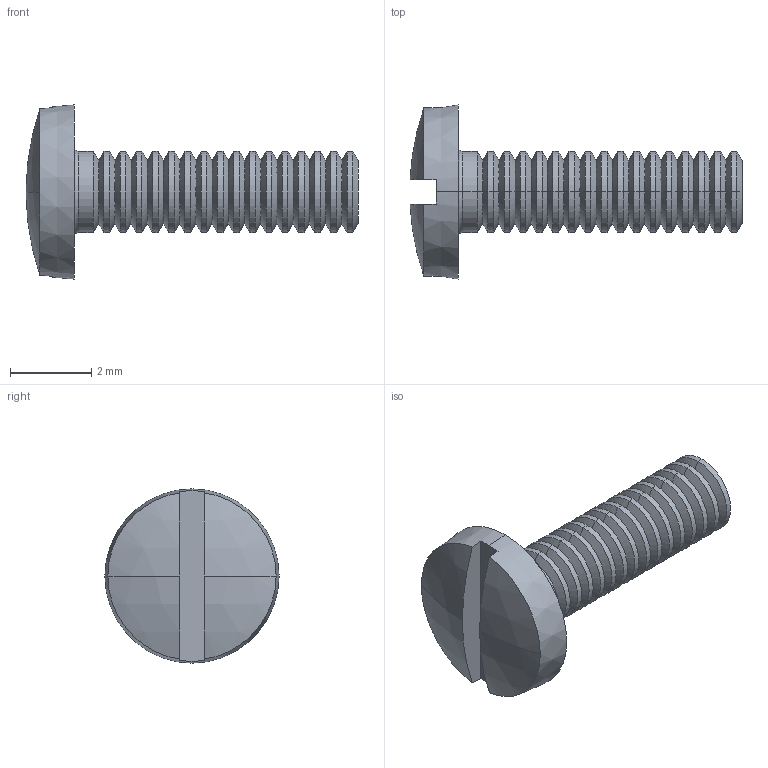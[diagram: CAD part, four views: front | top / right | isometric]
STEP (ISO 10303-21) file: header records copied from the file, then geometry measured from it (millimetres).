
FILE_DESCRIPTION (( 'STEP AP214' ), '1' );
FILE_NAME ('Screw M2 x 7.STEP', '2025-07-06T08:34:24', ( '' ), ( '' ), 'SwSTEP 2.0', 'SolidWorks 2025', '' );
FILE_SCHEMA (( 'AUTOMOTIVE_DESIGN' ));
Length unit declared in the file: millimetre
Products named in the file (1): Screw M2 x 7_KS 1021 BS- M2 x 6-S
Bounding box: 8.19 x 4.3 x 4.3 mm (x, y, z)
Volume: 32.2 mm3; surface area: 107.2 mm2
Topology: 1 solids, 1 shells, 113 faces, 230 edges, 120 vertices
Faces by surface type: cone 68, cylinder 34, plane 5, sphere 4, torus 2
Entity records: 2936 total; most frequent: DIRECTION 576, CARTESIAN_POINT 488, ORIENTED_EDGE 460, AXIS2_PLACEMENT_3D 236, EDGE_CURVE 230, CIRCLE 122, VERTEX_POINT 120, EDGE_LOOP 114
